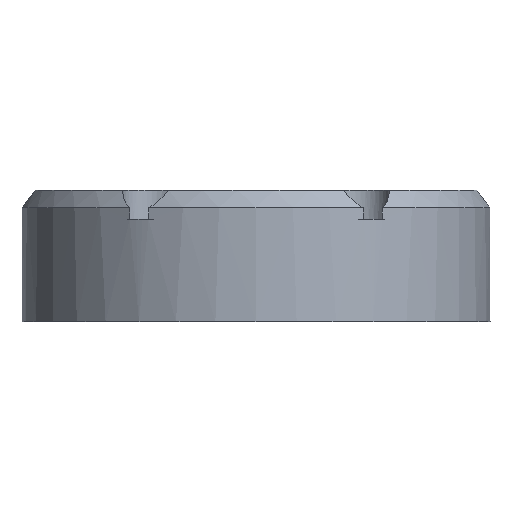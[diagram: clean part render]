
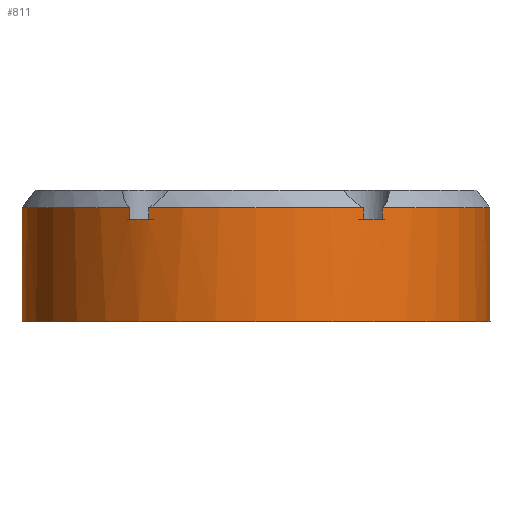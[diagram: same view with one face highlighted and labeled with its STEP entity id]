
A CAD part, left-side view. The second image highlights one B-rep face of the part: STEP entity #811.
In plain terms, the highlighted cylindrical face has radius 40 mm (diameter 80 mm), a full revolution.
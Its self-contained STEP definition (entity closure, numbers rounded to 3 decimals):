
#48=CYLINDRICAL_SURFACE('',#923,40.);
#76=CIRCLE('',#859,40.);
#81=CIRCLE('',#867,40.);
#86=CIRCLE('',#875,40.);
#91=CIRCLE('',#883,40.);
#96=CIRCLE('',#891,40.);
#106=CIRCLE('',#904,40.);
#107=CIRCLE('',#906,40.);
#108=CIRCLE('',#907,40.);
#109=CIRCLE('',#909,40.);
#110=CIRCLE('',#911,40.);
#111=CIRCLE('',#913,40.);
#112=CIRCLE('',#915,40.);
#114=CIRCLE('',#919,40.);
#117=CIRCLE('',#924,40.);
#118=CIRCLE('',#925,40.);
#159=FACE_OUTER_BOUND('',#211,.T.);
#211=EDGE_LOOP('',(#708,#709,#710,#711,#712,#713,#714,#715,#716,#717,#718,
#719,#720,#721,#722,#723,#724,#725,#726,#727,#728,#729,#730,#731,#732,#733,
#734,#735,#736));
#254=LINE('',#1266,#306);
#255=LINE('',#1270,#307);
#257=LINE('',#1305,#309);
#258=LINE('',#1309,#310);
#260=LINE('',#1344,#312);
#261=LINE('',#1348,#313);
#263=LINE('',#1383,#315);
#264=LINE('',#1387,#316);
#266=LINE('',#1422,#318);
#267=LINE('',#1426,#319);
#269=LINE('',#1495,#321);
#270=LINE('',#1498,#322);
#272=LINE('',#1509,#324);
#306=VECTOR('',#1008,10.);
#307=VECTOR('',#1011,10.);
#309=VECTOR('',#1027,10.);
#310=VECTOR('',#1030,10.);
#312=VECTOR('',#1046,10.);
#313=VECTOR('',#1049,10.);
#315=VECTOR('',#1065,10.);
#316=VECTOR('',#1068,10.);
#318=VECTOR('',#1084,10.);
#319=VECTOR('',#1087,10.);
#321=VECTOR('',#1145,10.);
#322=VECTOR('',#1148,10.);
#324=VECTOR('',#1162,40.);
#352=VERTEX_POINT('',#1253);
#354=VERTEX_POINT('',#1265);
#355=VERTEX_POINT('',#1267);
#356=VERTEX_POINT('',#1269);
#360=VERTEX_POINT('',#1292);
#362=VERTEX_POINT('',#1304);
#363=VERTEX_POINT('',#1306);
#364=VERTEX_POINT('',#1308);
#368=VERTEX_POINT('',#1331);
#370=VERTEX_POINT('',#1343);
#371=VERTEX_POINT('',#1345);
#372=VERTEX_POINT('',#1347);
#376=VERTEX_POINT('',#1370);
#378=VERTEX_POINT('',#1382);
#379=VERTEX_POINT('',#1384);
#380=VERTEX_POINT('',#1386);
#384=VERTEX_POINT('',#1409);
#386=VERTEX_POINT('',#1421);
#387=VERTEX_POINT('',#1423);
#388=VERTEX_POINT('',#1425);
#394=VERTEX_POINT('',#1458);
#395=VERTEX_POINT('',#1471);
#396=VERTEX_POINT('',#1479);
#397=VERTEX_POINT('',#1494);
#398=VERTEX_POINT('',#1496);
#401=VERTEX_POINT('',#1508);
#402=VERTEX_POINT('',#1510);
#444=EDGE_CURVE('',#354,#352,#254,.T.);
#446=EDGE_CURVE('',#356,#355,#255,.T.);
#449=EDGE_CURVE('',#355,#354,#76,.T.);
#454=EDGE_CURVE('',#362,#360,#257,.T.);
#456=EDGE_CURVE('',#364,#363,#258,.T.);
#459=EDGE_CURVE('',#363,#362,#81,.T.);
#464=EDGE_CURVE('',#370,#368,#260,.T.);
#466=EDGE_CURVE('',#372,#371,#261,.T.);
#469=EDGE_CURVE('',#371,#370,#86,.T.);
#474=EDGE_CURVE('',#378,#376,#263,.T.);
#476=EDGE_CURVE('',#380,#379,#264,.T.);
#479=EDGE_CURVE('',#379,#378,#91,.T.);
#484=EDGE_CURVE('',#386,#384,#266,.T.);
#486=EDGE_CURVE('',#388,#387,#267,.T.);
#489=EDGE_CURVE('',#387,#386,#96,.T.);
#501=EDGE_CURVE('',#394,#384,#106,.T.);
#502=EDGE_CURVE('',#388,#395,#107,.T.);
#503=EDGE_CURVE('',#395,#376,#108,.T.);
#504=EDGE_CURVE('',#380,#368,#109,.T.);
#505=EDGE_CURVE('',#372,#360,#110,.T.);
#506=EDGE_CURVE('',#356,#396,#111,.T.);
#508=EDGE_CURVE('',#364,#352,#112,.T.);
#509=EDGE_CURVE('',#397,#396,#269,.T.);
#511=EDGE_CURVE('',#394,#398,#270,.T.);
#512=EDGE_CURVE('',#398,#397,#114,.T.);
#516=EDGE_CURVE('',#395,#401,#272,.T.);
#517=EDGE_CURVE('',#401,#402,#117,.T.);
#518=EDGE_CURVE('',#402,#401,#118,.T.);
#708=ORIENTED_EDGE('',*,*,#444,.T.);
#709=ORIENTED_EDGE('',*,*,#508,.F.);
#710=ORIENTED_EDGE('',*,*,#456,.T.);
#711=ORIENTED_EDGE('',*,*,#459,.T.);
#712=ORIENTED_EDGE('',*,*,#454,.T.);
#713=ORIENTED_EDGE('',*,*,#505,.F.);
#714=ORIENTED_EDGE('',*,*,#466,.T.);
#715=ORIENTED_EDGE('',*,*,#469,.T.);
#716=ORIENTED_EDGE('',*,*,#464,.T.);
#717=ORIENTED_EDGE('',*,*,#504,.F.);
#718=ORIENTED_EDGE('',*,*,#476,.T.);
#719=ORIENTED_EDGE('',*,*,#479,.T.);
#720=ORIENTED_EDGE('',*,*,#474,.T.);
#721=ORIENTED_EDGE('',*,*,#503,.F.);
#722=ORIENTED_EDGE('',*,*,#516,.T.);
#723=ORIENTED_EDGE('',*,*,#517,.T.);
#724=ORIENTED_EDGE('',*,*,#518,.T.);
#725=ORIENTED_EDGE('',*,*,#516,.F.);
#726=ORIENTED_EDGE('',*,*,#502,.F.);
#727=ORIENTED_EDGE('',*,*,#486,.T.);
#728=ORIENTED_EDGE('',*,*,#489,.T.);
#729=ORIENTED_EDGE('',*,*,#484,.T.);
#730=ORIENTED_EDGE('',*,*,#501,.F.);
#731=ORIENTED_EDGE('',*,*,#511,.T.);
#732=ORIENTED_EDGE('',*,*,#512,.T.);
#733=ORIENTED_EDGE('',*,*,#509,.T.);
#734=ORIENTED_EDGE('',*,*,#506,.F.);
#735=ORIENTED_EDGE('',*,*,#446,.T.);
#736=ORIENTED_EDGE('',*,*,#449,.T.);
#811=ADVANCED_FACE('',(#159),#48,.T.);
#859=AXIS2_PLACEMENT_3D('',#1284,#1016,#1017);
#867=AXIS2_PLACEMENT_3D('',#1323,#1035,#1036);
#875=AXIS2_PLACEMENT_3D('',#1362,#1054,#1055);
#883=AXIS2_PLACEMENT_3D('',#1401,#1073,#1074);
#891=AXIS2_PLACEMENT_3D('',#1440,#1092,#1093);
#904=AXIS2_PLACEMENT_3D('',#1469,#1119,#1120);
#906=AXIS2_PLACEMENT_3D('',#1472,#1123,#1124);
#907=AXIS2_PLACEMENT_3D('',#1473,#1125,#1126);
#909=AXIS2_PLACEMENT_3D('',#1475,#1129,#1130);
#911=AXIS2_PLACEMENT_3D('',#1477,#1133,#1134);
#913=AXIS2_PLACEMENT_3D('',#1480,#1137,#1138);
#915=AXIS2_PLACEMENT_3D('',#1492,#1141,#1142);
#919=AXIS2_PLACEMENT_3D('',#1500,#1151,#1152);
#923=AXIS2_PLACEMENT_3D('',#1507,#1160,#1161);
#924=AXIS2_PLACEMENT_3D('',#1511,#1163,#1164);
#925=AXIS2_PLACEMENT_3D('',#1512,#1165,#1166);
#1008=DIRECTION('',(0.,0.,1.));
#1011=DIRECTION('',(0.,0.,-1.));
#1016=DIRECTION('center_axis',(0.,0.,-1.));
#1017=DIRECTION('ref_axis',(1.,0.,0.));
#1027=DIRECTION('',(0.,0.,1.));
#1030=DIRECTION('',(0.,0.,-1.));
#1035=DIRECTION('center_axis',(0.,0.,-1.));
#1036=DIRECTION('ref_axis',(1.,0.,0.));
#1046=DIRECTION('',(0.,0.,1.));
#1049=DIRECTION('',(0.,0.,-1.));
#1054=DIRECTION('center_axis',(0.,0.,-1.));
#1055=DIRECTION('ref_axis',(1.,0.,0.));
#1065=DIRECTION('',(0.,0.,1.));
#1068=DIRECTION('',(0.,0.,-1.));
#1073=DIRECTION('center_axis',(0.,0.,-1.));
#1074=DIRECTION('ref_axis',(1.,0.,0.));
#1084=DIRECTION('',(0.,0.,1.));
#1087=DIRECTION('',(0.,0.,-1.));
#1092=DIRECTION('center_axis',(0.,0.,-1.));
#1093=DIRECTION('ref_axis',(1.,0.,0.));
#1119=DIRECTION('center_axis',(0.,0.,1.));
#1120=DIRECTION('ref_axis',(1.,0.,0.));
#1123=DIRECTION('center_axis',(0.,0.,1.));
#1124=DIRECTION('ref_axis',(1.,0.,0.));
#1125=DIRECTION('center_axis',(0.,0.,1.));
#1126=DIRECTION('ref_axis',(1.,0.,0.));
#1129=DIRECTION('center_axis',(0.,0.,1.));
#1130=DIRECTION('ref_axis',(1.,0.,0.));
#1133=DIRECTION('center_axis',(0.,0.,1.));
#1134=DIRECTION('ref_axis',(1.,0.,0.));
#1137=DIRECTION('center_axis',(0.,0.,1.));
#1138=DIRECTION('ref_axis',(1.,0.,0.));
#1141=DIRECTION('center_axis',(0.,0.,1.));
#1142=DIRECTION('ref_axis',(1.,0.,0.));
#1145=DIRECTION('',(0.,0.,1.));
#1148=DIRECTION('',(0.,0.,-1.));
#1151=DIRECTION('center_axis',(0.,0.,-1.));
#1152=DIRECTION('ref_axis',(1.,0.,0.));
#1160=DIRECTION('center_axis',(0.,0.,1.));
#1161=DIRECTION('ref_axis',(1.,0.,0.));
#1162=DIRECTION('',(0.,0.,-1.));
#1163=DIRECTION('center_axis',(0.,0.,1.));
#1164=DIRECTION('ref_axis',(1.,0.,0.));
#1165=DIRECTION('center_axis',(0.,0.,1.));
#1166=DIRECTION('ref_axis',(1.,0.,0.));
#1253=CARTESIAN_POINT('',(35.535,18.365,19.5));
#1265=CARTESIAN_POINT('',(35.535,18.365,17.5));
#1266=CARTESIAN_POINT('',(35.535,18.365,20.));
#1267=CARTESIAN_POINT('',(33.672,21.591,17.5));
#1269=CARTESIAN_POINT('',(33.672,21.591,19.5));
#1270=CARTESIAN_POINT('',(33.672,21.591,20.));
#1284=CARTESIAN_POINT('Origin',(0.,0.,17.5));
#1292=CARTESIAN_POINT('',(33.672,-21.591,19.5));
#1304=CARTESIAN_POINT('',(33.672,-21.591,17.5));
#1305=CARTESIAN_POINT('',(33.672,-21.591,20.));
#1306=CARTESIAN_POINT('',(35.535,-18.365,17.5));
#1308=CARTESIAN_POINT('',(35.535,-18.365,19.5));
#1309=CARTESIAN_POINT('',(35.535,-18.365,20.));
#1323=CARTESIAN_POINT('Origin',(0.,0.,17.5));
#1331=CARTESIAN_POINT('',(-1.863,-39.957,19.5));
#1343=CARTESIAN_POINT('',(-1.863,-39.957,17.5));
#1344=CARTESIAN_POINT('',(-1.863,-39.957,20.));
#1345=CARTESIAN_POINT('',(1.863,-39.957,17.5));
#1347=CARTESIAN_POINT('',(1.863,-39.957,19.5));
#1348=CARTESIAN_POINT('',(1.863,-39.957,20.));
#1362=CARTESIAN_POINT('Origin',(0.,0.,17.5));
#1370=CARTESIAN_POINT('',(-35.535,-18.365,19.5));
#1382=CARTESIAN_POINT('',(-35.535,-18.365,17.5));
#1383=CARTESIAN_POINT('',(-35.535,-18.365,20.));
#1384=CARTESIAN_POINT('',(-33.672,-21.591,17.5));
#1386=CARTESIAN_POINT('',(-33.672,-21.591,19.5));
#1387=CARTESIAN_POINT('',(-33.672,-21.591,20.));
#1401=CARTESIAN_POINT('Origin',(0.,0.,17.5));
#1409=CARTESIAN_POINT('',(-33.672,21.591,19.5));
#1421=CARTESIAN_POINT('',(-33.672,21.591,17.5));
#1422=CARTESIAN_POINT('',(-33.672,21.591,20.));
#1423=CARTESIAN_POINT('',(-35.535,18.365,17.5));
#1425=CARTESIAN_POINT('',(-35.535,18.365,19.5));
#1426=CARTESIAN_POINT('',(-35.535,18.365,20.));
#1440=CARTESIAN_POINT('Origin',(0.,0.,17.5));
#1458=CARTESIAN_POINT('',(-1.863,39.957,19.5));
#1469=CARTESIAN_POINT('Origin',(0.,0.,19.5));
#1471=CARTESIAN_POINT('',(-40.,0.,19.5));
#1472=CARTESIAN_POINT('Origin',(0.,0.,19.5));
#1473=CARTESIAN_POINT('Origin',(0.,0.,19.5));
#1475=CARTESIAN_POINT('Origin',(0.,0.,19.5));
#1477=CARTESIAN_POINT('Origin',(0.,0.,19.5));
#1479=CARTESIAN_POINT('',(1.863,39.957,19.5));
#1480=CARTESIAN_POINT('Origin',(0.,0.,19.5));
#1492=CARTESIAN_POINT('Origin',(0.,0.,19.5));
#1494=CARTESIAN_POINT('',(1.863,39.957,17.5));
#1495=CARTESIAN_POINT('',(1.863,39.957,20.));
#1496=CARTESIAN_POINT('',(-1.863,39.957,17.5));
#1498=CARTESIAN_POINT('',(-1.863,39.957,20.));
#1500=CARTESIAN_POINT('Origin',(0.,0.,17.5));
#1507=CARTESIAN_POINT('Origin',(0.,0.,0.));
#1508=CARTESIAN_POINT('',(-40.,0.,0.));
#1509=CARTESIAN_POINT('',(-40.,0.,0.));
#1510=CARTESIAN_POINT('',(40.,0.,0.));
#1511=CARTESIAN_POINT('Origin',(0.,0.,0.));
#1512=CARTESIAN_POINT('Origin',(0.,0.,0.));
